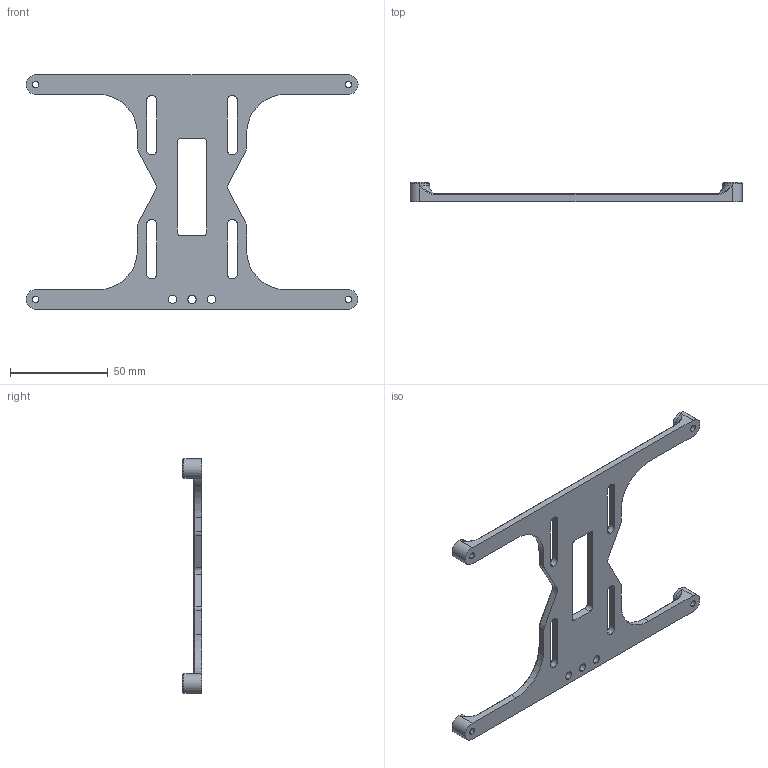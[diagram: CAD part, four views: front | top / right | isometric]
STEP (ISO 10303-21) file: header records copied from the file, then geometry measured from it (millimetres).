
FILE_DESCRIPTION (( 'STEP AP203' ), '1' );
FILE_NAME ('ﾎ魵瑙韃.STEP', '2021-11-18T13:23:26', ( '' ), ( '' ), 'SwSTEP 2.0', 'SolidWorks 2021', '' );
FILE_SCHEMA (( 'CONFIG_CONTROL_DESIGN' ));
Length unit declared in the file: millimetre
Products named in the file (1): ﾎ魵瑙韃
Bounding box: 170 x 10 x 120 mm (x, y, z)
Volume: 31628.1 mm3; surface area: 20519.8 mm2
Topology: 1 solids, 1 shells, 161 faces, 400 edges, 234 vertices
Faces by surface type: plane 55, cylinder 50, cone 44, bspline 8, torus 4
Entity records: 6607 total; most frequent: CARTESIAN_POINT 2680, DIRECTION 828, ORIENTED_EDGE 784, EDGE_CURVE 392, AXIS2_PLACEMENT_3D 306, VERTEX_POINT 234, LINE 216, VECTOR 216
